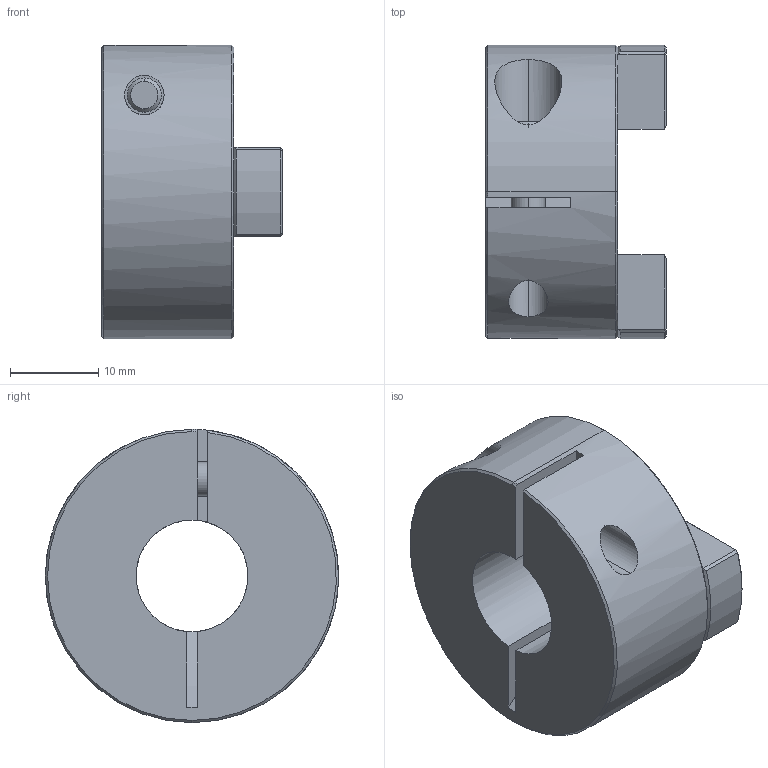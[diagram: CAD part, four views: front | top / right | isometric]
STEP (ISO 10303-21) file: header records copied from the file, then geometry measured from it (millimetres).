
FILE_DESCRIPTION (( 'STEP AP203' ), '1' );
FILE_NAME ('DC-DAC33-08.STEP', '2021-04-27T16:02:32', ( '' ), ( '' ), 'SwSTEP 2.0', 'SolidWorks 2021', '' );
FILE_SCHEMA (( 'CONFIG_CONTROL_DESIGN' ));
Length unit declared in the file: millimetre
Products named in the file (1): DC-DAC33-08
Bounding box: 20.5 x 33.27 x 33.27 mm (x, y, z)
Volume: 11506.9 mm3; surface area: 4913.6 mm2
Topology: 2 solids, 2 shells, 70 faces, 168 edges, 104 vertices
Faces by surface type: plane 36, cylinder 19, cone 15
Entity records: 2238 total; most frequent: CARTESIAN_POINT 527, DIRECTION 341, ORIENTED_EDGE 336, EDGE_CURVE 168, AXIS2_PLACEMENT_3D 126, VERTEX_POINT 104, VECTOR 89, LINE 89
